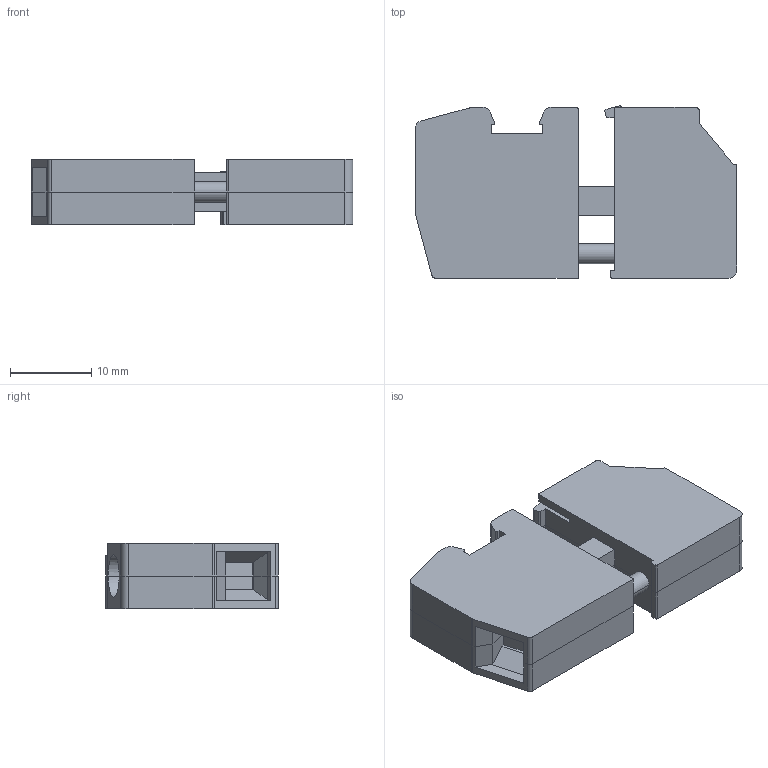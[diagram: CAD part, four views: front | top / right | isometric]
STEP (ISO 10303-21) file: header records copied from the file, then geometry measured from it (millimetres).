
FILE_DESCRIPTION(('SolidDesigner STEP Export'),'2;1');
FILE_NAME('0707866_HDFK_4GNYE-select.stp','2017-01-25T12:47:19',(''),(''),'Creo Elements/Direct Modeling STEP processor for AP214 (Solid Model)','Creo Elements/Direct Modeling 18.1G 27-Feb-2015 (C) Parametric Technology GmbH','');
FILE_SCHEMA(('AUTOMOTIVE_DESIGN { 1 0 10303 214 1 1 1 1 }'));
Length unit declared in the file: millimetre
Products named in the file (2): 0707866_HDFK_4GNYE-select
Assembly tree (1 placements, depth 2):
  0707866_HDFK_4GNYE-select
    0707866_HDFK_4GNYE-select
Bounding box: 39.5 x 21.19 x 8.1 mm (x, y, z)
Volume: 5173.4 mm3; surface area: 3128.6 mm2
Topology: 1 solids, 1 shells, 163 faces, 404 edges, 241 vertices
Faces by surface type: plane 118, cylinder 41, torus 2, cone 2
Entity records: 5775 total; most frequent: CARTESIAN_POINT 1046, ORIENTED_EDGE 808, DIRECTION 592, EDGE_CURVE 404, VECTOR 252, LINE 252, VERTEX_POINT 241, AXIS2_PLACEMENT_3D 170
